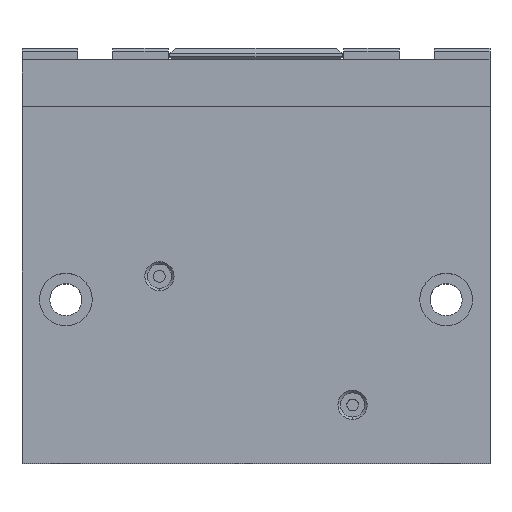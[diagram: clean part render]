
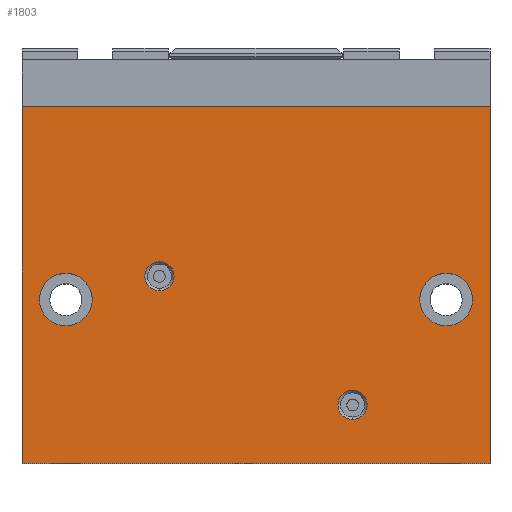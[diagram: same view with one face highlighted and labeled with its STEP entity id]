
A CAD part, top view. The second image highlights one B-rep face of the part: STEP entity #1803.
In plain terms, the highlighted planar face has unit normal (0, 0, 1).
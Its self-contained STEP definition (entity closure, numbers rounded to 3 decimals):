
#1757 = VERTEX_POINT( '', #4742 );
#1803 = ADVANCED_FACE( '', ( #4792, #4793, #4794, #4795, #4796 ), #4797, .T. );
#1867 = EDGE_CURVE( '', #3097, #2843, #4861, .T. );
#1999 = EDGE_CURVE( '', #2843, #3097, #5011, .T. );
#2335 = EDGE_CURVE( '', #2895, #1757, #5380, .T. );
#2341 = VERTEX_POINT( '', #5386 );
#2697 = VERTEX_POINT( '', #5777 );
#2843 = VERTEX_POINT( '', #5937 );
#2881 = VERTEX_POINT( '', #5980 );
#2895 = VERTEX_POINT( '', #5998 );
#3097 = VERTEX_POINT( '', #6219 );
#3169 = EDGE_CURVE( '', #4309, #4297, #6299, .T. );
#3391 = VERTEX_POINT( '', #6548 );
#3413 = EDGE_CURVE( '', #3617, #3391, #6574, .T. );
#3589 = EDGE_CURVE( '', #2881, #2341, #6769, .T. );
#3599 = EDGE_CURVE( '', #4297, #4309, #6781, .T. );
#3617 = VERTEX_POINT( '', #6801 );
#3631 = EDGE_CURVE( '', #1757, #2895, #6817, .T. );
#3759 = EDGE_CURVE( '', #3969, #2697, #6956, .T. );
#3969 = VERTEX_POINT( '', #7189 );
#3971 = EDGE_CURVE( '', #3391, #3617, #7191, .T. );
#3985 = EDGE_CURVE( '', #2341, #2697, #7205, .T. );
#4297 = VERTEX_POINT( '', #7565 );
#4309 = VERTEX_POINT( '', #7578 );
#4395 = EDGE_CURVE( '', #2881, #3969, #7673, .T. );
#4742 = CARTESIAN_POINT( '', ( -16.5, 29.5, 24. ) );
#4792 = FACE_OUTER_BOUND( '', #8179, .T. );
#4793 = FACE_BOUND( '', #8180, .T. );
#4794 = FACE_BOUND( '', #8181, .T. );
#4795 = FACE_BOUND( '', #8182, .T. );
#4796 = FACE_BOUND( '', #8183, .T. );
#4797 = PLANE( '', #8184 );
#4861 = CIRCLE( '', #8290, 4.5 );
#5011 = CIRCLE( '', #8491, 4.5 );
#5380 = CIRCLE( '', #9040, 2.5 );
#5386 = CARTESIAN_POINT( '', ( -40., 60.99, 24. ) );
#5777 = CARTESIAN_POINT( '', ( -40., 0., 24. ) );
#5937 = CARTESIAN_POINT( '', ( -37., 28., 24. ) );
#5980 = CARTESIAN_POINT( '', ( 40., 60.99, 24. ) );
#5998 = CARTESIAN_POINT( '', ( -16.5, 34.5, 24. ) );
#6219 = CARTESIAN_POINT( '', ( -28., 28., 24. ) );
#6299 = CIRCLE( '', #10321, 4.5 );
#6548 = CARTESIAN_POINT( '', ( 16.5, 12.5, 24. ) );
#6574 = CIRCLE( '', #10708, 2.5 );
#6769 = LINE( '', #10982, #10983 );
#6781 = CIRCLE( '', #10996, 4.5 );
#6801 = CARTESIAN_POINT( '', ( 16.5, 7.5, 24. ) );
#6817 = CIRCLE( '', #11049, 2.5 );
#6956 = LINE( '', #11251, #11252 );
#7189 = CARTESIAN_POINT( '', ( 40., 0., 24. ) );
#7191 = CIRCLE( '', #11575, 2.5 );
#7205 = LINE( '', #11596, #11597 );
#7565 = CARTESIAN_POINT( '', ( 37., 28., 24. ) );
#7578 = CARTESIAN_POINT( '', ( 28., 28., 24. ) );
#7673 = LINE( '', #12261, #12262 );
#8179 = EDGE_LOOP( '', ( #12716, #12717, #12718, #12719 ) );
#8180 = EDGE_LOOP( '', ( #12720, #12721 ) );
#8181 = EDGE_LOOP( '', ( #12722, #12723 ) );
#8182 = EDGE_LOOP( '', ( #12724, #12725 ) );
#8183 = EDGE_LOOP( '', ( #12726, #12727 ) );
#8184 = AXIS2_PLACEMENT_3D( '', #12728, #12729, #12730 );
#8290 = AXIS2_PLACEMENT_3D( '', #12759, #12760, #12761 );
#8491 = AXIS2_PLACEMENT_3D( '', #12950, #12951, #12952 );
#9040 = AXIS2_PLACEMENT_3D( '', #13361, #13362, #13363 );
#10321 = AXIS2_PLACEMENT_3D( '', #14329, #14330, #14331 );
#10708 = AXIS2_PLACEMENT_3D( '', #14690, #14691, #14692 );
#10982 = CARTESIAN_POINT( '', ( 20., 60.99, 24. ) );
#10983 = VECTOR( '', #14895, 1. );
#10996 = AXIS2_PLACEMENT_3D( '', #14911, #14912, #14913 );
#11049 = AXIS2_PLACEMENT_3D( '', #14954, #14955, #14956 );
#11251 = CARTESIAN_POINT( '', ( 40., 0., 24. ) );
#11252 = VECTOR( '', #15099, 1. );
#11575 = AXIS2_PLACEMENT_3D( '', #15348, #15349, #15350 );
#11596 = CARTESIAN_POINT( '', ( -40., 69., 24. ) );
#11597 = VECTOR( '', #15359, 1. );
#12261 = CARTESIAN_POINT( '', ( 40., 69., 24. ) );
#12262 = VECTOR( '', #15976, 1. );
#12716 = ORIENTED_EDGE( '', *, *, #3589, .T. );
#12717 = ORIENTED_EDGE( '', *, *, #3985, .T. );
#12718 = ORIENTED_EDGE( '', *, *, #3759, .F. );
#12719 = ORIENTED_EDGE( '', *, *, #4395, .F. );
#12720 = ORIENTED_EDGE( '', *, *, #3599, .T. );
#12721 = ORIENTED_EDGE( '', *, *, #3169, .T. );
#12722 = ORIENTED_EDGE( '', *, *, #1867, .T. );
#12723 = ORIENTED_EDGE( '', *, *, #1999, .T. );
#12724 = ORIENTED_EDGE( '', *, *, #3971, .T. );
#12725 = ORIENTED_EDGE( '', *, *, #3413, .T. );
#12726 = ORIENTED_EDGE( '', *, *, #2335, .T. );
#12727 = ORIENTED_EDGE( '', *, *, #3631, .T. );
#12728 = CARTESIAN_POINT( '', ( 40., 69., 24. ) );
#12729 = DIRECTION( '', ( 0., 0., 1. ) );
#12730 = DIRECTION( '', ( 0., 1., 0. ) );
#12759 = CARTESIAN_POINT( '', ( -32.5, 28., 24. ) );
#12760 = DIRECTION( '', ( 0., 0., -1. ) );
#12761 = DIRECTION( '', ( 1., 0., 0. ) );
#12950 = CARTESIAN_POINT( '', ( -32.5, 28., 24. ) );
#12951 = DIRECTION( '', ( 0., 0., -1. ) );
#12952 = DIRECTION( '', ( 1., 0., 0. ) );
#13361 = CARTESIAN_POINT( '', ( -16.5, 32., 24. ) );
#13362 = DIRECTION( '', ( 0., 0., -1. ) );
#13363 = DIRECTION( '', ( 0., 1., 0. ) );
#14329 = CARTESIAN_POINT( '', ( 32.5, 28., 24. ) );
#14330 = DIRECTION( '', ( 0., 0., -1. ) );
#14331 = DIRECTION( '', ( 1., 0., 0. ) );
#14690 = CARTESIAN_POINT( '', ( 16.5, 10., 24. ) );
#14691 = DIRECTION( '', ( 0., 0., -1. ) );
#14692 = DIRECTION( '', ( 0., 1., 0. ) );
#14895 = DIRECTION( '', ( -1., 0., 0. ) );
#14911 = CARTESIAN_POINT( '', ( 32.5, 28., 24. ) );
#14912 = DIRECTION( '', ( 0., 0., -1. ) );
#14913 = DIRECTION( '', ( 1., 0., 0. ) );
#14954 = CARTESIAN_POINT( '', ( -16.5, 32., 24. ) );
#14955 = DIRECTION( '', ( 0., 0., -1. ) );
#14956 = DIRECTION( '', ( 0., 1., 0. ) );
#15099 = DIRECTION( '', ( -1., 0., 0. ) );
#15348 = CARTESIAN_POINT( '', ( 16.5, 10., 24. ) );
#15349 = DIRECTION( '', ( 0., 0., -1. ) );
#15350 = DIRECTION( '', ( 0., 1., 0. ) );
#15359 = DIRECTION( '', ( 0., -1., 0. ) );
#15976 = DIRECTION( '', ( 0., -1., 0. ) );
